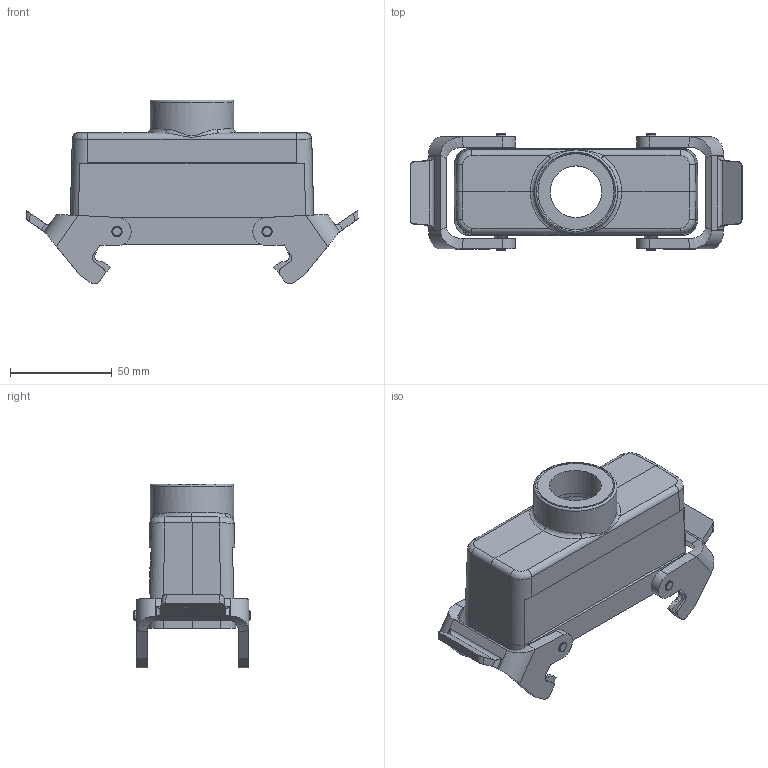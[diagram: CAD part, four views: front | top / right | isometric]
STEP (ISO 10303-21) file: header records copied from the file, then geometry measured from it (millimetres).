
FILE_DESCRIPTION((''),'2;1');
FILE_NAME('05300241465.stp','2020-07-14T15:29:52',('e.eickhoff'),(''),'Autodesk Inventor 2012','Autodesk Inventor 2012','');
FILE_SCHEMA(('AUTOMOTIVE_DESIGN { 1 0 10303 214 1 1 1 1 }'));
Length unit declared in the file: millimetre
Products named in the file (4): 05300241465; 05300241465 bügel; M25-PG29 Adapter
Assembly tree (4 placements, depth 2):
  05300241465
    05300241465 bügel  x2
    05300241465
    M25-PG29 Adapter
Bounding box: 163.54 x 57.2 x 90.57 mm (x, y, z)
Volume: 97542.5 mm3; surface area: 62353.3 mm2
Topology: 4 solids, 4 shells, 627 faces, 1609 edges, 1033 vertices
Faces by surface type: plane 410, cylinder 131, bspline 58, cone 19, torus 9
Full cylindrical faces by diameter (mm): 0.537 x2, 0.788 x2, 3 x4, 5.13 x4, 25.5 x1, 32 x1, 37 x1, 37.5 x1, 41 x1
Entity records: 16329 total; most frequent: CARTESIAN_POINT 5352, ORIENTED_EDGE 2188, DIRECTION 2106, EDGE_CURVE 1094, VECTOR 760, LINE 760, VERTEX_POINT 717, AXIS2_PLACEMENT_3D 673
